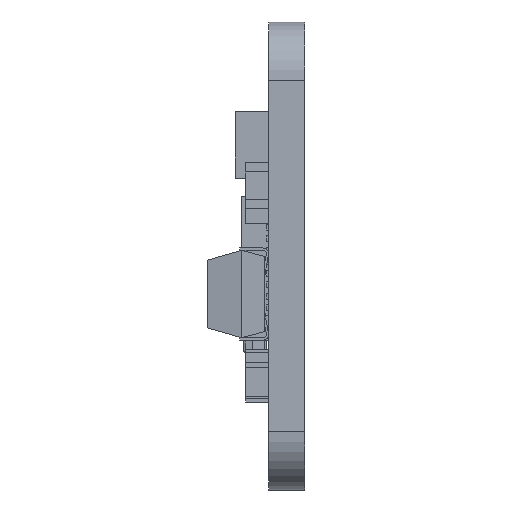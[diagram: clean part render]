
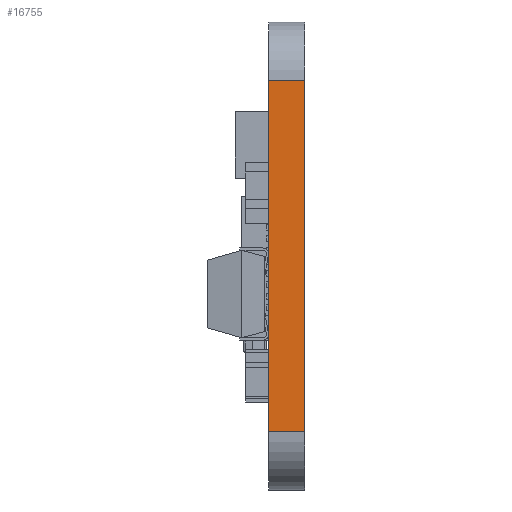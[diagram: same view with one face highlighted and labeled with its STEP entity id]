
A CAD part, left-side view. The second image highlights one B-rep face of the part: STEP entity #16755.
In plain terms, the highlighted planar face has unit normal (-1, 0, 0).
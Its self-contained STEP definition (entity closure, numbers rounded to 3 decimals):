
#87 = ORIENTED_EDGE ( 'NONE', *, *, #21954, .F. ) ;
#896 = PLANE ( 'NONE',  #17775 ) ;
#1651 = CARTESIAN_POINT ( 'NONE',  ( -13.335, 0., 7.62 ) ) ;
#1984 = VECTOR ( 'NONE', #6975, 1000. ) ;
#2400 = VERTEX_POINT ( 'NONE', #2545 ) ;
#2519 = LINE ( 'NONE', #24711, #1984 ) ;
#2545 = CARTESIAN_POINT ( 'NONE',  ( -13.335, 0., -7.62 ) ) ;
#3297 = DIRECTION ( 'NONE',  ( 0., 0., -1. ) ) ;
#3562 = DIRECTION ( 'NONE',  ( 0., 0., 1. ) ) ;
#4361 = LINE ( 'NONE', #17064, #4601 ) ;
#4601 = VECTOR ( 'NONE', #19014, 1000. ) ;
#5214 = VECTOR ( 'NONE', #23368, 1000. ) ;
#6371 = ORIENTED_EDGE ( 'NONE', *, *, #14862, .T. ) ;
#6975 = DIRECTION ( 'NONE',  ( 0., 0., 1. ) ) ;
#10283 = VERTEX_POINT ( 'NONE', #10380 ) ;
#10380 = CARTESIAN_POINT ( 'NONE',  ( -13.335, 1.57, 7.62 ) ) ;
#10602 = FACE_OUTER_BOUND ( 'NONE', #18679, .T. ) ;
#11341 = CARTESIAN_POINT ( 'NONE',  ( -13.335, 1.57, -7.62 ) ) ;
#12109 = VERTEX_POINT ( 'NONE', #23484 ) ;
#12121 = EDGE_CURVE ( 'NONE', #2400, #21669, #12629, .T. ) ;
#12629 = LINE ( 'NONE', #1651, #21119 ) ;
#12655 = DIRECTION ( 'NONE',  ( 1., 0., 0. ) ) ;
#14862 = EDGE_CURVE ( 'NONE', #12109, #2400, #22637, .T. ) ;
#16755 = ADVANCED_FACE ( 'NONE', ( #10602 ), #896, .F. ) ;
#17064 = CARTESIAN_POINT ( 'NONE',  ( -13.335, 1.57, 7.62 ) ) ;
#17775 = AXIS2_PLACEMENT_3D ( 'NONE', #24521, #12655, #3297 ) ;
#17840 = ORIENTED_EDGE ( 'NONE', *, *, #12121, .T. ) ;
#18679 = EDGE_LOOP ( 'NONE', ( #17840, #22632, #87, #6371 ) ) ;
#19014 = DIRECTION ( 'NONE',  ( 0., -1., 0. ) ) ;
#21119 = VECTOR ( 'NONE', #3562, 1000. ) ;
#21669 = VERTEX_POINT ( 'NONE', #23051 ) ;
#21954 = EDGE_CURVE ( 'NONE', #12109, #10283, #2519, .T. ) ;
#22552 = EDGE_CURVE ( 'NONE', #10283, #21669, #4361, .T. ) ;
#22632 = ORIENTED_EDGE ( 'NONE', *, *, #22552, .F. ) ;
#22637 = LINE ( 'NONE', #11341, #5214 ) ;
#23051 = CARTESIAN_POINT ( 'NONE',  ( -13.335, 0., 7.62 ) ) ;
#23368 = DIRECTION ( 'NONE',  ( 0., -1., 0. ) ) ;
#23484 = CARTESIAN_POINT ( 'NONE',  ( -13.335, 1.57, -7.62 ) ) ;
#24521 = CARTESIAN_POINT ( 'NONE',  ( -13.335, 1.57, 7.62 ) ) ;
#24711 = CARTESIAN_POINT ( 'NONE',  ( -13.335, 1.57, 7.62 ) ) ;
